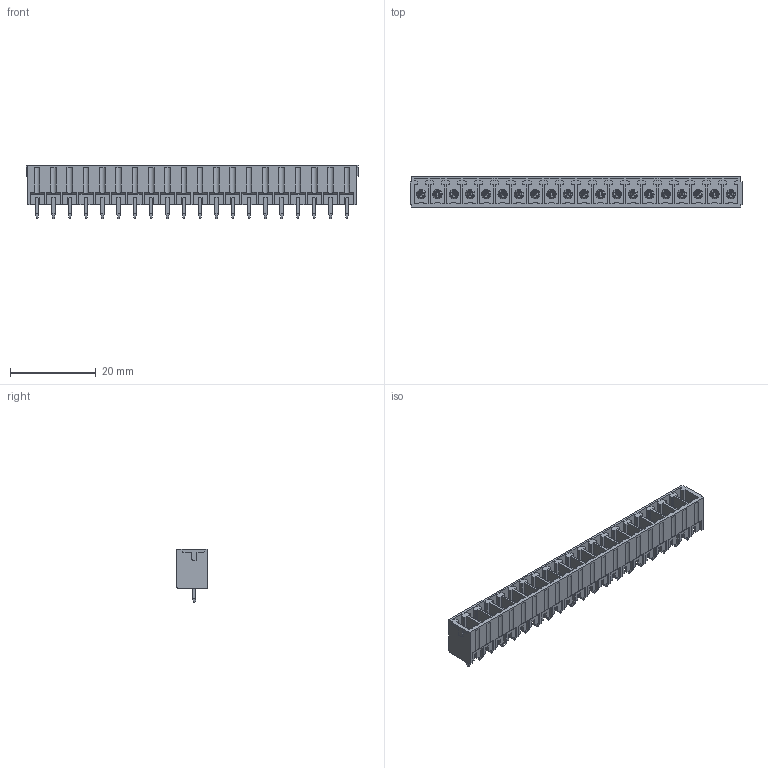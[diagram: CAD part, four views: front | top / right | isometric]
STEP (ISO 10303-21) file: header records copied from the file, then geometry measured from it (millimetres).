
FILE_DESCRIPTION(('CATIA V5 STEP Exchange','CAx-IF Rec.Pracs.--- Model Styling and Organization---1.2---2011-12-15'),'2;1');
FILE_NAME ('D1459838_0', '2018-10-09T12:48:57+00:00', ('none'), ('Weidmueller'), 'CATIA Version 5-6 Release 2014', 'CATIA V5 STEP AP214', 'none');
FILE_SCHEMA(('AUTOMOTIVE_DESIGN { 1 0 10303 214 1 1 1 1 }'));
Length unit declared in the file: millimetre
Products named in the file (1): 1943170000
Bounding box: 77.59 x 7.05 x 12.4 mm (x, y, z)
Volume: 2190.4 mm3; surface area: 7106.7 mm2
Topology: 21 solids, 21 shells, 1495 faces, 4278 edges, 2885 vertices
Faces by surface type: plane 1086, cylinder 329, cone 40, torus 40
Entity records: 45282 total; most frequent: CARTESIAN_POINT 8924, ORIENTED_EDGE 8556, DIRECTION 5790, EDGE_CURVE 4278, VECTOR 3380, LINE 3380, VERTEX_POINT 2885, EDGE_LOOP 1595
